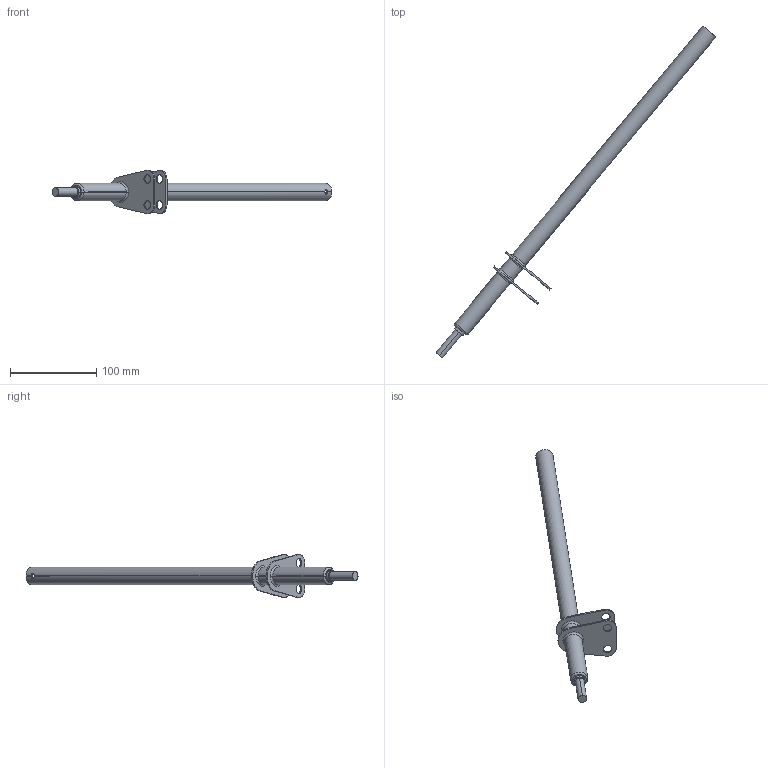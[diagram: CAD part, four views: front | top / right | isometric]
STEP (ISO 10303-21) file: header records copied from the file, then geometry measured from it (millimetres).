
FILE_DESCRIPTION(/* description */ (''),/* implementation_level */ '2;1');
FILE_NAME(/* name */ 'steering coloumn v1.step',/* time_stamp */ '2023-02-24T19:50:17+05:30',/* author */ (''),/* organization */ (''),/* preprocessor_version */ 'ST-DEVELOPER v19.2',/* originating_system */ 'Autodesk Translation Framework v11.17.0.187',/* authorisation */ '');
FILE_SCHEMA (('AUTOMOTIVE_DESIGN { 1 0 10303 214 3 1 1 }'));
Length unit declared in the file: millimetre
Products named in the file (2): steering coloumn; Ca𠞤ireccion
Assembly tree (1 placements, depth 2):
  steering coloumn
    Ca𠞤ireccion
Bounding box: 324.12 x 384.34 x 49.99 mm (x, y, z)
Surface area: 61888.4 mm2 (no closed solid volume)
Topology: 0 solids, 57 shells, 57 faces, 268 edges, 268 vertices
Faces by surface type: cylinder 32, plane 15, torus 10
Entity records: 5466 total; most frequent: CARTESIAN_POINT 3134, DIRECTION 484, VERTEX_POINT 268, EDGE_CURVE 268, ORIENTED_EDGE 268, AXIS2_PLACEMENT_3D 188, CIRCLE 128, LINE 108
